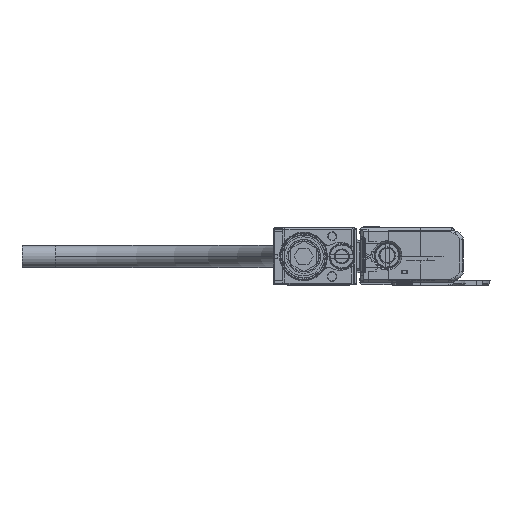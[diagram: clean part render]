
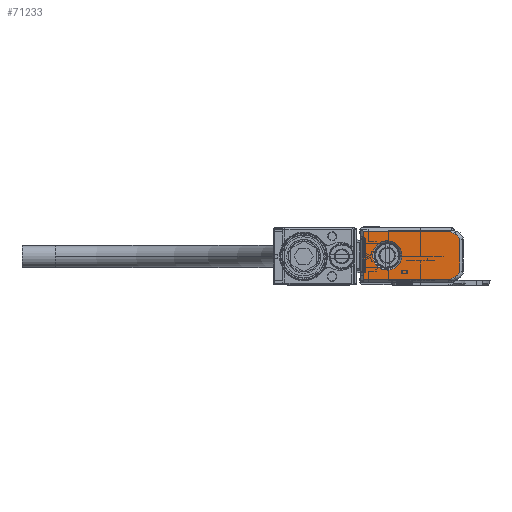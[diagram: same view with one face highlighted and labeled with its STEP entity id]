
A CAD part, left-side view. The second image highlights one B-rep face of the part: STEP entity #71233.
In plain terms, the highlighted planar face has unit normal (-1, 0, 0).
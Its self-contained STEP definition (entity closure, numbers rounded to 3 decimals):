
#71141=AXIS2_PLACEMENT_3D('Plane Axis2P3D',#71138,#71139,#71140) ;
#71165=AXIS2_PLACEMENT_3D('Circle Axis2P3D',#71163,#71164,$) ;
#71179=AXIS2_PLACEMENT_3D('Circle Axis2P3D',#71177,#71178,$) ;
#71209=AXIS2_PLACEMENT_3D('Circle Axis2P3D',#71207,#71208,$) ;
#71218=AXIS2_PLACEMENT_3D('Circle Axis2P3D',#71216,#71217,$) ;
#71225=AXIS2_PLACEMENT_3D('Circle Axis2P3D',#71223,#71224,$) ;
#68268=CARTESIAN_POINT('Vertex',(-2176.,30.2,0.2)) ;
#68277=CARTESIAN_POINT('Vertex',(-2176.,3.814,0.2)) ;
#68280=CARTESIAN_POINT('Line Origine',(-2176.,15.7,0.2)) ;
#68459=CARTESIAN_POINT('Vertex',(-2176.,30.2,14.8)) ;
#68462=CARTESIAN_POINT('Line Origine',(-2176.,30.2,7.5)) ;
#68557=CARTESIAN_POINT('Vertex',(-2176.,3.814,14.8)) ;
#68560=CARTESIAN_POINT('Line Origine',(-2176.,15.7,14.8)) ;
#68621=CARTESIAN_POINT('Line Origine',(-2176.,1.067,12.053)) ;
#68625=CARTESIAN_POINT('Vertex',(-2176.,3.119,14.104)) ;
#71138=CARTESIAN_POINT('Axis2P3D Location',(-2176.,0.2,7.5)) ;
#71143=CARTESIAN_POINT('Line Origine',(-2176.,3.466,0.548)) ;
#71147=CARTESIAN_POINT('Vertex',(-2176.,3.119,0.896)) ;
#71151=CARTESIAN_POINT('Control Point',(-2176.,3.119,0.896)) ;
#71152=CARTESIAN_POINT('Control Point',(-2176.,3.044,0.97)) ;
#71153=CARTESIAN_POINT('Control Point',(-2176.,2.961,1.035)) ;
#71154=CARTESIAN_POINT('Control Point',(-2176.,2.87,1.089)) ;
#71155=CARTESIAN_POINT('Control Point',(-2176.,2.748,1.142)) ;
#71156=CARTESIAN_POINT('Control Point',(-2176.,2.621,1.175)) ;
#71157=CARTESIAN_POINT('Control Point',(-2176.,2.596,1.18)) ;
#71158=CARTESIAN_POINT('Control Point',(-2176.,2.57,1.185)) ;
#71159=CARTESIAN_POINT('Control Point',(-2176.,2.544,1.19)) ;
#71160=CARTESIAN_POINT('Vertex',(-2176.,2.544,1.19)) ;
#71163=CARTESIAN_POINT('Axis2P3D Location',(-2176.,2.8,2.769)) ;
#71167=CARTESIAN_POINT('Vertex',(-2176.,1.2,2.769)) ;
#71170=CARTESIAN_POINT('Line Origine',(-2176.,1.2,7.5)) ;
#71174=CARTESIAN_POINT('Vertex',(-2176.,1.2,12.231)) ;
#71177=CARTESIAN_POINT('Axis2P3D Location',(-2176.,2.8,12.231)) ;
#71181=CARTESIAN_POINT('Vertex',(-2176.,2.544,13.81)) ;
#71185=CARTESIAN_POINT('Control Point',(-2176.,2.544,13.81)) ;
#71186=CARTESIAN_POINT('Control Point',(-2176.,2.648,13.827)) ;
#71187=CARTESIAN_POINT('Control Point',(-2176.,2.749,13.857)) ;
#71188=CARTESIAN_POINT('Control Point',(-2176.,2.846,13.899)) ;
#71189=CARTESIAN_POINT('Control Point',(-2176.,2.96,13.967)) ;
#71190=CARTESIAN_POINT('Control Point',(-2176.,3.061,14.05)) ;
#71191=CARTESIAN_POINT('Control Point',(-2176.,3.081,14.068)) ;
#71192=CARTESIAN_POINT('Control Point',(-2176.,3.1,14.086)) ;
#71193=CARTESIAN_POINT('Control Point',(-2176.,3.119,14.104)) ;
#71207=CARTESIAN_POINT('Axis2P3D Location',(-2176.,23.,7.5)) ;
#71211=CARTESIAN_POINT('Vertex',(-2176.,23.,11.9)) ;
#71213=CARTESIAN_POINT('Vertex',(-2176.,23.,3.1)) ;
#71216=CARTESIAN_POINT('Axis2P3D Location',(-2176.,23.,7.5)) ;
#71220=CARTESIAN_POINT('Vertex',(-2176.,24.895,11.471)) ;
#71223=CARTESIAN_POINT('Axis2P3D Location',(-2176.,23.,7.5)) ;
#68281=DIRECTION('Vector Direction',(0.,-1.,0.)) ;
#68463=DIRECTION('Vector Direction',(0.,0.,-1.)) ;
#68561=DIRECTION('Vector Direction',(0.,1.,0.)) ;
#68622=DIRECTION('Vector Direction',(0.,0.707,0.707)) ;
#71139=DIRECTION('Axis2P3D Direction',(1.,0.,0.)) ;
#71140=DIRECTION('Axis2P3D XDirection',(0.,0.,1.)) ;
#71144=DIRECTION('Vector Direction',(0.,-0.707,0.707)) ;
#71164=DIRECTION('Axis2P3D Direction',(1.,0.,0.)) ;
#71171=DIRECTION('Vector Direction',(0.,0.,1.)) ;
#71178=DIRECTION('Axis2P3D Direction',(1.,0.,0.)) ;
#71208=DIRECTION('Axis2P3D Direction',(1.,0.,0.)) ;
#71217=DIRECTION('Axis2P3D Direction',(1.,0.,0.)) ;
#71224=DIRECTION('Axis2P3D Direction',(1.,0.,0.)) ;
#68282=VECTOR('Line Direction',#68281,1.) ;
#68464=VECTOR('Line Direction',#68463,1.) ;
#68562=VECTOR('Line Direction',#68561,1.) ;
#68623=VECTOR('Line Direction',#68622,1.) ;
#71145=VECTOR('Line Direction',#71144,1.) ;
#71172=VECTOR('Line Direction',#71171,1.) ;
#71196=ORIENTED_EDGE('',*,*,#68564,.F.) ;
#71197=ORIENTED_EDGE('',*,*,#68466,.F.) ;
#71198=ORIENTED_EDGE('',*,*,#68284,.F.) ;
#71199=ORIENTED_EDGE('',*,*,#71149,.F.) ;
#71200=ORIENTED_EDGE('',*,*,#71162,.F.) ;
#71201=ORIENTED_EDGE('',*,*,#71169,.F.) ;
#71202=ORIENTED_EDGE('',*,*,#71176,.F.) ;
#71203=ORIENTED_EDGE('',*,*,#71183,.F.) ;
#71204=ORIENTED_EDGE('',*,*,#71194,.F.) ;
#71205=ORIENTED_EDGE('',*,*,#68627,.F.) ;
#71229=ORIENTED_EDGE('',*,*,#71215,.T.) ;
#71230=ORIENTED_EDGE('',*,*,#71222,.T.) ;
#71231=ORIENTED_EDGE('',*,*,#71227,.T.) ;
#71232=FACE_BOUND('',#71228,.T.) ;
#71233=ADVANCED_FACE('Brep With Voids',(#71206,#71232),#71142,.F.) ;
#71150=B_SPLINE_CURVE_WITH_KNOTS('',5,(#71151,#71152,#71153,#71154,#71155,#71156,#71157,#71158,#71159),.UNSPECIFIED.,.F.,.U.,(6,3,6),(0.,0.743,0.929),.UNSPECIFIED.) ;
#71184=B_SPLINE_CURVE_WITH_KNOTS('',5,(#71185,#71186,#71187,#71188,#71189,#71190,#71191,#71192,#71193),.UNSPECIFIED.,.F.,.U.,(6,3,6),(0.,0.743,0.929),.UNSPECIFIED.) ;
#71166=CIRCLE('generated circle',#71165,1.6) ;
#71180=CIRCLE('generated circle',#71179,1.6) ;
#71210=CIRCLE('generated circle',#71209,4.4) ;
#71219=CIRCLE('generated circle',#71218,4.4) ;
#71226=CIRCLE('generated circle',#71225,4.4) ;
#68284=EDGE_CURVE('',#68278,#68269,#68283,.F.) ;
#68466=EDGE_CURVE('',#68269,#68460,#68465,.F.) ;
#68564=EDGE_CURVE('',#68460,#68558,#68563,.F.) ;
#68627=EDGE_CURVE('',#68558,#68626,#68624,.F.) ;
#71149=EDGE_CURVE('',#71148,#68278,#71146,.F.) ;
#71162=EDGE_CURVE('',#71161,#71148,#71150,.F.) ;
#71169=EDGE_CURVE('',#71168,#71161,#71166,.T.) ;
#71176=EDGE_CURVE('',#71175,#71168,#71173,.F.) ;
#71183=EDGE_CURVE('',#71182,#71175,#71180,.T.) ;
#71194=EDGE_CURVE('',#68626,#71182,#71184,.F.) ;
#71215=EDGE_CURVE('',#71212,#71214,#71210,.T.) ;
#71222=EDGE_CURVE('',#71214,#71221,#71219,.T.) ;
#71227=EDGE_CURVE('',#71221,#71212,#71226,.T.) ;
#71195=EDGE_LOOP('',(#71196,#71197,#71198,#71199,#71200,#71201,#71202,#71203,#71204,#71205)) ;
#71228=EDGE_LOOP('',(#71229,#71230,#71231)) ;
#71206=FACE_OUTER_BOUND('',#71195,.T.) ;
#68283=LINE('Line',#68280,#68282) ;
#68465=LINE('Line',#68462,#68464) ;
#68563=LINE('Line',#68560,#68562) ;
#68624=LINE('Line',#68621,#68623) ;
#71146=LINE('Line',#71143,#71145) ;
#71173=LINE('Line',#71170,#71172) ;
#71142=PLANE('Plane',#71141) ;
#68269=VERTEX_POINT('',#68268) ;
#68278=VERTEX_POINT('',#68277) ;
#68460=VERTEX_POINT('',#68459) ;
#68558=VERTEX_POINT('',#68557) ;
#68626=VERTEX_POINT('',#68625) ;
#71148=VERTEX_POINT('',#71147) ;
#71161=VERTEX_POINT('',#71160) ;
#71168=VERTEX_POINT('',#71167) ;
#71175=VERTEX_POINT('',#71174) ;
#71182=VERTEX_POINT('',#71181) ;
#71212=VERTEX_POINT('',#71211) ;
#71214=VERTEX_POINT('',#71213) ;
#71221=VERTEX_POINT('',#71220) ;
